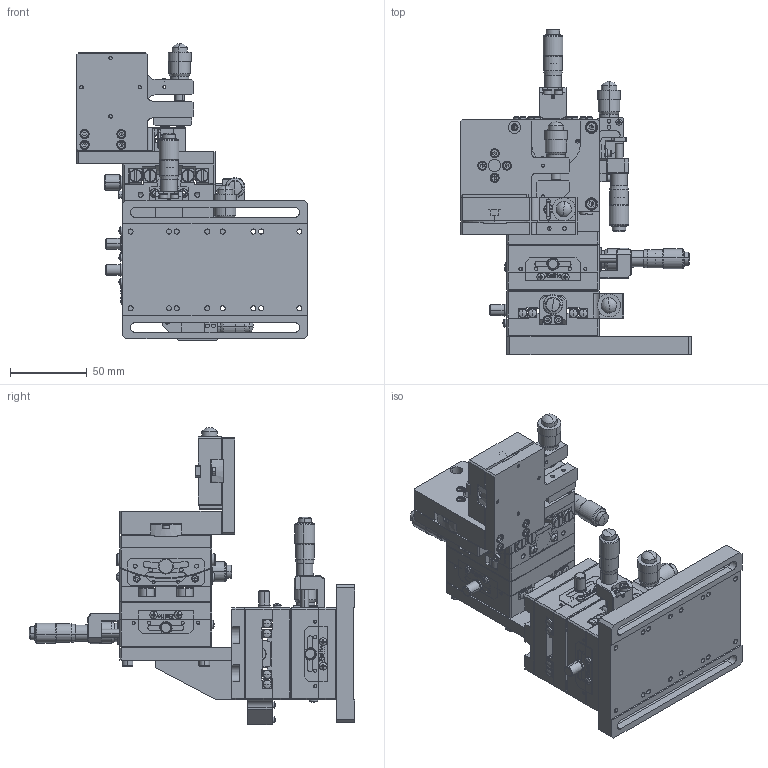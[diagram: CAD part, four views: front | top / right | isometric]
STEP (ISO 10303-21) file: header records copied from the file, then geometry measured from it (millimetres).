
FILE_DESCRIPTION (( 'STEP AP214' ), '1' );
FILE_NAME ('UFP6C-R.STEP', '2020-12-02T07:22:48', ( '' ), ( '' ), 'SwSTEP 2.0', 'SolidWorks 2017', '' );
FILE_SCHEMA (( 'AUTOMOTIVE_DESIGN' ));
Length unit declared in the file: millimetre
Products named in the file (1): UFP6C-R
Bounding box: 150 x 212 x 193.5 mm (x, y, z)
Surface area: 227862.4 mm2 (no closed solid volume)
Topology: 0 solids, 226 shells, 2033 faces, 8358 edges, 6330 vertices
Faces by surface type: plane 1154, cylinder 511, cone 184, torus 82, bspline 52, sphere 50
Entity records: 112982 total; most frequent: CARTESIAN_POINT 21290, DIRECTION 14675, ORIENTED_EDGE 12247, EDGE_CURVE 8274, VERTEX_POINT 6330, LINE 5209, VECTOR 5209, AXIS2_PLACEMENT_3D 4733
